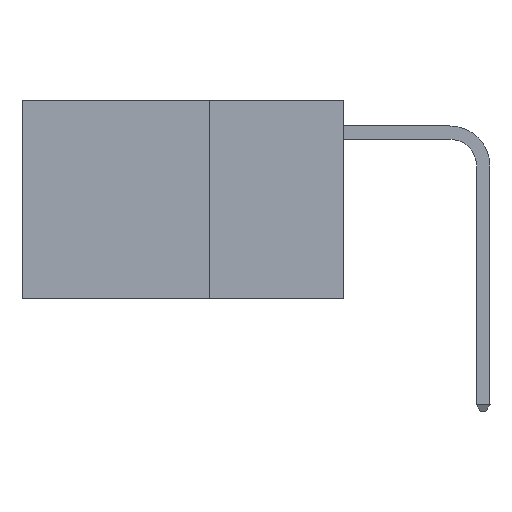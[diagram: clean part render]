
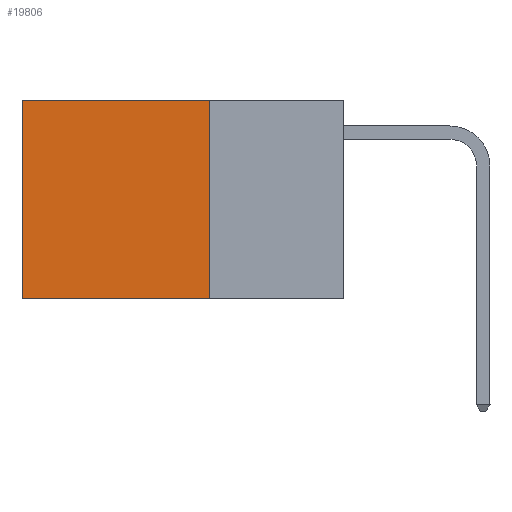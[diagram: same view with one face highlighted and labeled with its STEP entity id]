
A CAD part, left-side view. The second image highlights one B-rep face of the part: STEP entity #19806.
In plain terms, the highlighted planar face has unit normal (-1, 0, 0).
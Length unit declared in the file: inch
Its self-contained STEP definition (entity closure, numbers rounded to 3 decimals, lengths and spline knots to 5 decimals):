
#1315 = ORIENTED_EDGE ( 'NONE', *, *, #25095, .F. ) ;
#1928 = EDGE_CURVE ( 'NONE', #6036, #18143, #3239, .T. ) ;
#2271 = VERTEX_POINT ( 'NONE', #12310 ) ;
#3239 = LINE ( 'NONE', #21159, #8756 ) ;
#3865 = CARTESIAN_POINT ( 'NONE',  ( 0.2625, 0.6, 0. ) ) ;
#4280 = EDGE_CURVE ( 'NONE', #6036, #24481, #10042, .T. ) ;
#4593 = DIRECTION ( 'NONE',  ( 1., 0., 0. ) ) ;
#5500 = ORIENTED_EDGE ( 'NONE', *, *, #4280, .T. ) ;
#5609 = LINE ( 'NONE', #3865, #27103 ) ;
#5671 = CARTESIAN_POINT ( 'NONE',  ( 0.2625, 0.25, 0. ) ) ;
#5893 = DIRECTION ( 'NONE',  ( 0., 1., 0. ) ) ;
#6036 = VERTEX_POINT ( 'NONE', #5671 ) ;
#8756 = VECTOR ( 'NONE', #10344, 39.37008 ) ;
#8935 = PLANE ( 'NONE',  #14210 ) ;
#10042 = LINE ( 'NONE', #27915, #19967 ) ;
#10344 = DIRECTION ( 'NONE',  ( 0., 0., -1. ) ) ;
#10529 = ORIENTED_EDGE ( 'NONE', *, *, #1928, .F. ) ;
#10651 = CARTESIAN_POINT ( 'NONE',  ( 0.2625, 0.25, -0.37 ) ) ;
#12310 = CARTESIAN_POINT ( 'NONE',  ( 0.2625, 0.6, -0.37 ) ) ;
#12411 = CARTESIAN_POINT ( 'NONE',  ( 0.2625, 0.6, 0. ) ) ;
#12993 = EDGE_LOOP ( 'NONE', ( #25699, #1315, #10529, #5500 ) ) ;
#14210 = AXIS2_PLACEMENT_3D ( 'NONE', #17591, #4593, #24088 ) ;
#15277 = FACE_OUTER_BOUND ( 'NONE', #12993, .T. ) ;
#17591 = CARTESIAN_POINT ( 'NONE',  ( 0.2625, 0.25, 0. ) ) ;
#18143 = VERTEX_POINT ( 'NONE', #26831 ) ;
#18513 = VECTOR ( 'NONE', #5893, 39.37008 ) ;
#19806 = ADVANCED_FACE ( 'NONE', ( #15277 ), #8935, .F. ) ;
#19967 = VECTOR ( 'NONE', #23027, 39.37008 ) ;
#21159 = CARTESIAN_POINT ( 'NONE',  ( 0.2625, 0.25, 0. ) ) ;
#21488 = DIRECTION ( 'NONE',  ( 0., 0., -1. ) ) ;
#21538 = EDGE_CURVE ( 'NONE', #24481, #2271, #5609, .T. ) ;
#23027 = DIRECTION ( 'NONE',  ( 0., 1., 0. ) ) ;
#24088 = DIRECTION ( 'NONE',  ( 0., 0., -1. ) ) ;
#24481 = VERTEX_POINT ( 'NONE', #12411 ) ;
#25095 = EDGE_CURVE ( 'NONE', #18143, #2271, #25947, .T. ) ;
#25699 = ORIENTED_EDGE ( 'NONE', *, *, #21538, .T. ) ;
#25947 = LINE ( 'NONE', #10651, #18513 ) ;
#26831 = CARTESIAN_POINT ( 'NONE',  ( 0.2625, 0.25, -0.37 ) ) ;
#27103 = VECTOR ( 'NONE', #21488, 39.37008 ) ;
#27915 = CARTESIAN_POINT ( 'NONE',  ( 0.2625, 0.25, 0. ) ) ;
